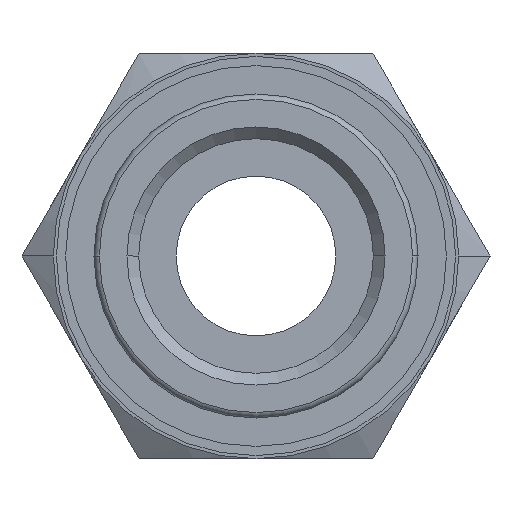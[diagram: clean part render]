
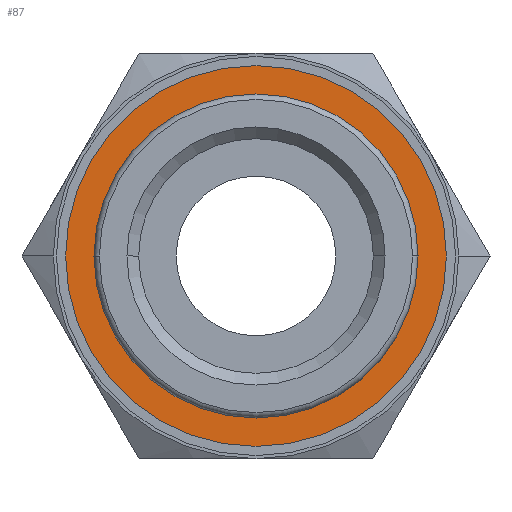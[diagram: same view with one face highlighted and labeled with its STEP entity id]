
A CAD part, front view. The second image highlights one B-rep face of the part: STEP entity #87.
In plain terms, the highlighted planar face has unit normal (0, -1, 0).
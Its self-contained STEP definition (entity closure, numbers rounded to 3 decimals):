
#87=ADVANCED_FACE('',(#230,#231),#232,.T.);
#230=FACE_BOUND('',#437,.T.);
#231=FACE_OUTER_BOUND('',#438,.T.);
#232=PLANE('',#439);
#437=EDGE_LOOP('',(#638,#639));
#438=EDGE_LOOP('',(#640,#641));
#439=AXIS2_PLACEMENT_3D('',#642,#643,#644);
#638=ORIENTED_EDGE('',*,*,#1150,.T.);
#639=ORIENTED_EDGE('',*,*,#1151,.T.);
#640=ORIENTED_EDGE('',*,*,#1152,.F.);
#641=ORIENTED_EDGE('',*,*,#1153,.F.);
#642=CARTESIAN_POINT('',(7.75,6.3,0.0));
#643=DIRECTION('',(-0.0,-1.0,-0.0));
#644=DIRECTION('',(-1.0,0.0,0.0));
#1150=EDGE_CURVE('',#1343,#1344,#1345,.T.);
#1151=EDGE_CURVE('',#1344,#1343,#1346,.T.);
#1152=EDGE_CURVE('',#1347,#1348,#1349,.T.);
#1153=EDGE_CURVE('',#1348,#1347,#1350,.T.);
#1343=VERTEX_POINT('',#1614);
#1344=VERTEX_POINT('',#1615);
#1345=CIRCLE('',#1616,12.75);
#1346=CIRCLE('',#1617,12.75);
#1347=VERTEX_POINT('',#1618);
#1348=VERTEX_POINT('',#1619);
#1349=CIRCLE('',#1620,15.5);
#1350=CIRCLE('',#1621,15.5);
#1614=CARTESIAN_POINT('',(-12.75,6.3,0.));
#1615=CARTESIAN_POINT('',(12.75,6.3,0.));
#1616=AXIS2_PLACEMENT_3D('',#2184,#2185,#2186);
#1617=AXIS2_PLACEMENT_3D('',#2187,#2188,#2189);
#1618=CARTESIAN_POINT('',(15.5,6.3,0.0));
#1619=CARTESIAN_POINT('',(-15.5,6.3,0.));
#1620=AXIS2_PLACEMENT_3D('',#2190,#2191,#2192);
#1621=AXIS2_PLACEMENT_3D('',#2193,#2194,#2195);
#2184=CARTESIAN_POINT('',(0.0,6.3,0.0));
#2185=DIRECTION('',(-0.0,1.0,0.0));
#2186=DIRECTION('',(1.0,0.0,0.0));
#2187=CARTESIAN_POINT('',(0.0,6.3,0.0));
#2188=DIRECTION('',(-0.0,1.0,0.0));
#2189=DIRECTION('',(1.0,0.0,0.0));
#2190=CARTESIAN_POINT('',(0.0,6.3,0.0));
#2191=DIRECTION('',(-0.0,1.0,0.0));
#2192=DIRECTION('',(1.0,0.0,0.0));
#2193=CARTESIAN_POINT('',(0.0,6.3,0.0));
#2194=DIRECTION('',(-0.0,1.0,0.0));
#2195=DIRECTION('',(1.0,0.0,0.0));
